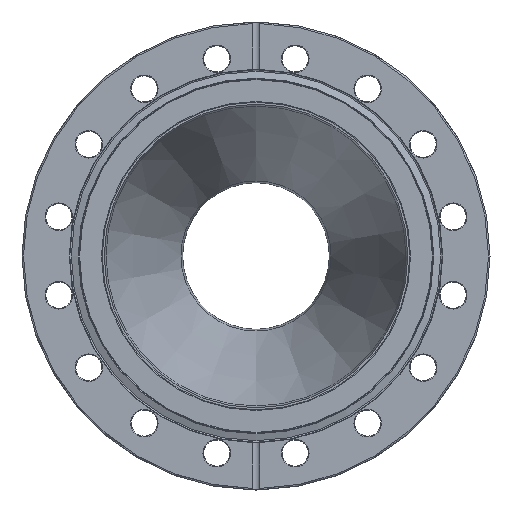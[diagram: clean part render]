
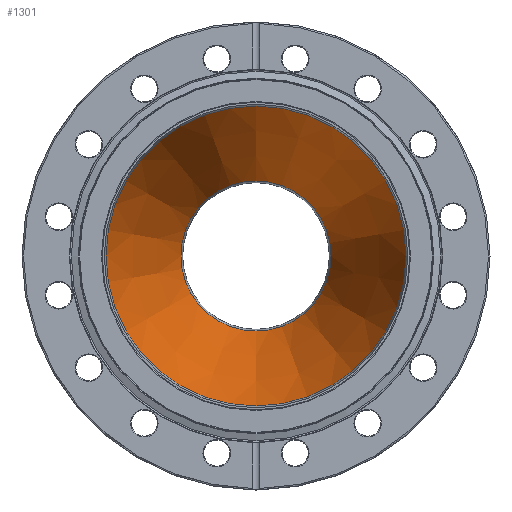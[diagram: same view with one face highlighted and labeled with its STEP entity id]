
A CAD part, front view. The second image highlights one B-rep face of the part: STEP entity #1301.
In plain terms, the highlighted conical face has half-angle 19.407 degrees and reference radius 36.544 mm.
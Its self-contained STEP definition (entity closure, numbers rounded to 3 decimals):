
#133=CONICAL_SURFACE('',#1508,36.544,19.407);
#246=FACE_BOUND('',#554,.T.);
#344=FACE_OUTER_BOUND('',#553,.T.);
#553=EDGE_LOOP('',(#1174));
#554=EDGE_LOOP('',(#1175));
#676=CIRCLE('',#1506,48.582);
#678=CIRCLE('',#1509,24.318);
#797=VERTEX_POINT('',#2417);
#799=VERTEX_POINT('',#2422);
#926=EDGE_CURVE('',#797,#797,#676,.T.);
#928=EDGE_CURVE('',#799,#799,#678,.T.);
#1174=ORIENTED_EDGE('',*,*,#928,.F.);
#1175=ORIENTED_EDGE('',*,*,#926,.F.);
#1301=ADVANCED_FACE('',(#344,#246),#133,.F.);
#1506=AXIS2_PLACEMENT_3D('',#2418,#1919,#1920);
#1508=AXIS2_PLACEMENT_3D('',#2421,#1923,#1924);
#1509=AXIS2_PLACEMENT_3D('',#2423,#1925,#1926);
#1919=DIRECTION('center_axis',(-1.,0.,0.));
#1920=DIRECTION('ref_axis',(0.,-1.,0.));
#1923=DIRECTION('center_axis',(1.,0.,0.));
#1924=DIRECTION('ref_axis',(0.,1.,0.));
#1925=DIRECTION('center_axis',(1.,0.,0.));
#1926=DIRECTION('ref_axis',(0.,0.,1.));
#2417=CARTESIAN_POINT('',(-1.331,48.582,0.));
#2418=CARTESIAN_POINT('Origin',(-1.331,0.,0.));
#2421=CARTESIAN_POINT('Origin',(-35.502,0.,0.));
#2422=CARTESIAN_POINT('',(-70.205,0.,-24.318));
#2423=CARTESIAN_POINT('Origin',(-70.205,0.,0.));
